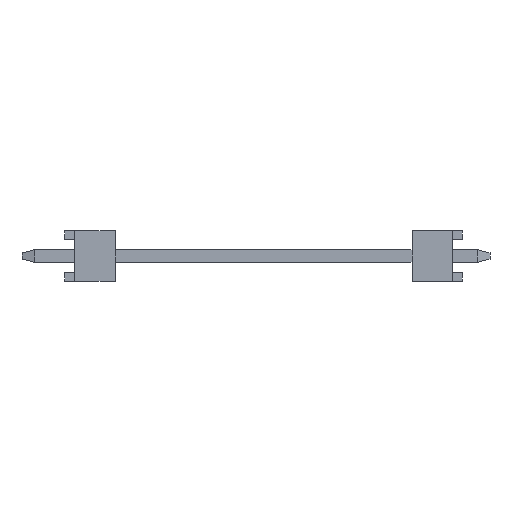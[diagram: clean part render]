
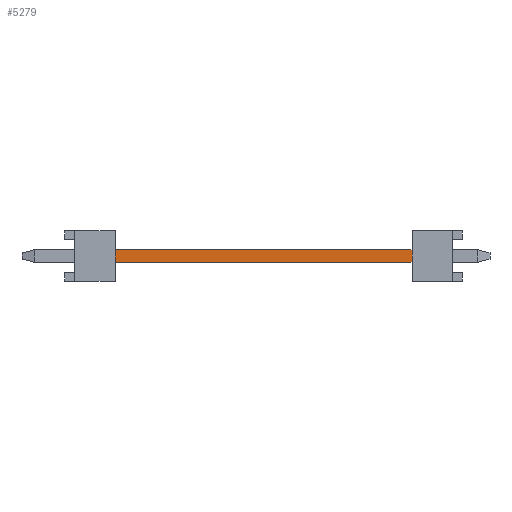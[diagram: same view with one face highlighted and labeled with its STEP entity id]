
A CAD part, left-side view. The second image highlights one B-rep face of the part: STEP entity #5279.
In plain terms, the highlighted planar face has unit normal (-1, 0, 0).
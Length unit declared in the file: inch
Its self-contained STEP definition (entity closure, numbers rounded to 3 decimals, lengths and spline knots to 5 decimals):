
#86 = EDGE_CURVE ( 'NONE', #1852, #4164, #605, .T. ) ;
#174 = FACE_OUTER_BOUND ( 'NONE', #4006, .T. ) ;
#390 = ORIENTED_EDGE ( 'NONE', *, *, #1019, .F. ) ;
#437 = ORIENTED_EDGE ( 'NONE', *, *, #4241, .F. ) ;
#536 = ORIENTED_EDGE ( 'NONE', *, *, #3931, .F. ) ;
#605 = LINE ( 'NONE', #4417, #930 ) ;
#930 = VECTOR ( 'NONE', #2860, 39.37008 ) ;
#1019 = EDGE_CURVE ( 'NONE', #4164, #1622, #4250, .T. ) ;
#1178 = LINE ( 'NONE', #4613, #2309 ) ;
#1622 = VERTEX_POINT ( 'NONE', #6182 ) ;
#1852 = VERTEX_POINT ( 'NONE', #2380 ) ;
#2015 = AXIS2_PLACEMENT_3D ( 'NONE', #5259, #5221, #5125 ) ;
#2309 = VECTOR ( 'NONE', #3771, 39.37008 ) ;
#2310 = CARTESIAN_POINT ( 'NONE',  ( -0.1525, -0.745, -0.0625 ) ) ;
#2380 = CARTESIAN_POINT ( 'NONE',  ( -0.1525, 0., -0.0375 ) ) ;
#2538 = VECTOR ( 'NONE', #6427, 39.37008 ) ;
#2860 = DIRECTION ( 'NONE',  ( 0., -1., 0. ) ) ;
#2979 = CARTESIAN_POINT ( 'NONE',  ( -0.1525, 0., -0.0625 ) ) ;
#3070 = DIRECTION ( 'NONE',  ( 0., 0., -1. ) ) ;
#3107 = VECTOR ( 'NONE', #3070, 39.37008 ) ;
#3602 = CARTESIAN_POINT ( 'NONE',  ( -0.1525, -0.59, -0.1 ) ) ;
#3771 = DIRECTION ( 'NONE',  ( 0., 0., 1. ) ) ;
#3931 = EDGE_CURVE ( 'NONE', #4849, #1852, #1178, .T. ) ;
#4006 = EDGE_LOOP ( 'NONE', ( #390, #5482, #536, #437 ) ) ;
#4164 = VERTEX_POINT ( 'NONE', #5692 ) ;
#4241 = EDGE_CURVE ( 'NONE', #1622, #4849, #6345, .T. ) ;
#4250 = LINE ( 'NONE', #3602, #3107 ) ;
#4417 = CARTESIAN_POINT ( 'NONE',  ( -0.1525, 0.185, -0.0375 ) ) ;
#4613 = CARTESIAN_POINT ( 'NONE',  ( -0.1525, 0., -0.1 ) ) ;
#4849 = VERTEX_POINT ( 'NONE', #2979 ) ;
#5125 = DIRECTION ( 'NONE',  ( 0., 0., -1. ) ) ;
#5221 = DIRECTION ( 'NONE',  ( 1., 0., 0. ) ) ;
#5259 = CARTESIAN_POINT ( 'NONE',  ( -0.1525, 0.185, -0.0625 ) ) ;
#5279 = ADVANCED_FACE ( 'NONE', ( #174 ), #5516, .F. ) ;
#5482 = ORIENTED_EDGE ( 'NONE', *, *, #86, .F. ) ;
#5516 = PLANE ( 'NONE',  #2015 ) ;
#5692 = CARTESIAN_POINT ( 'NONE',  ( -0.1525, -0.59, -0.0375 ) ) ;
#6182 = CARTESIAN_POINT ( 'NONE',  ( -0.1525, -0.59, -0.0625 ) ) ;
#6345 = LINE ( 'NONE', #2310, #2538 ) ;
#6427 = DIRECTION ( 'NONE',  ( 0., 1., 0. ) ) ;
